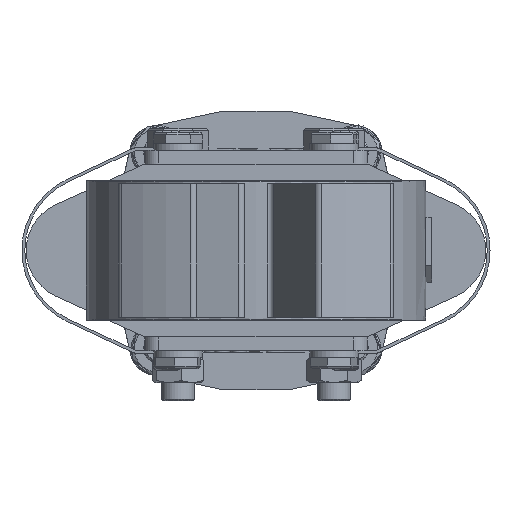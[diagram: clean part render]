
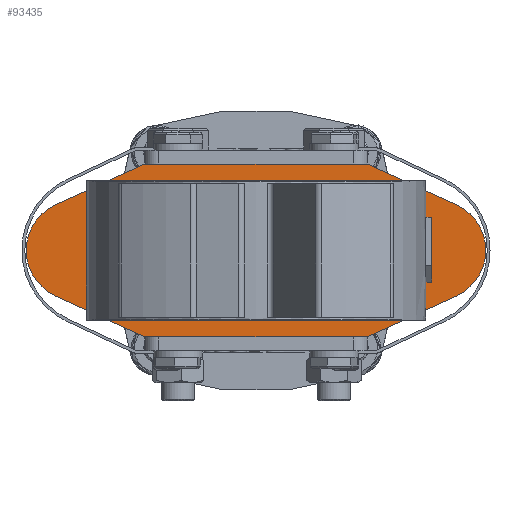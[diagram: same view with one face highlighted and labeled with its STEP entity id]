
A CAD part, front view. The second image highlights one B-rep face of the part: STEP entity #93435.
In plain terms, the highlighted planar face has unit normal (0, -1, 0).
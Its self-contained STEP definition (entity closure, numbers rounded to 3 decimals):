
#692 = EDGE_CURVE ( 'NONE', #54473, #65337, #77926, .T. ) ;
#2456 = AXIS2_PLACEMENT_3D ( 'NONE', #87796, #72040, #11592 ) ;
#3077 = CARTESIAN_POINT ( 'NONE',  ( -47.5, 96., 0. ) ) ;
#3375 = CARTESIAN_POINT ( 'NONE',  ( 60., 96., 12.5 ) ) ;
#5117 = FACE_OUTER_BOUND ( 'NONE', #75374, .T. ) ;
#5703 = CARTESIAN_POINT ( 'NONE',  ( -71.987, 96., -16.369 ) ) ;
#6084 = ORIENTED_EDGE ( 'NONE', *, *, #45576, .T. ) ;
#6742 = VECTOR ( 'NONE', #40245, 1000. ) ;
#8106 = CARTESIAN_POINT ( 'NONE',  ( -47.5, 96., 12.5 ) ) ;
#8207 = ORIENTED_EDGE ( 'NONE', *, *, #76954, .T. ) ;
#10467 = DIRECTION ( 'NONE',  ( 0., 0., 1. ) ) ;
#10758 = CARTESIAN_POINT ( 'NONE',  ( 40., 96., -31. ) ) ;
#11592 = DIRECTION ( 'NONE',  ( 0., 0., 1. ) ) ;
#12791 = ORIENTED_EDGE ( 'NONE', *, *, #72669, .T. ) ;
#12997 = CARTESIAN_POINT ( 'NONE',  ( 0., 96., 0. ) ) ;
#15763 = CARTESIAN_POINT ( 'NONE',  ( 47.5, 96., 0. ) ) ;
#16271 = CARTESIAN_POINT ( 'NONE',  ( 18.647, 96., 40.767 ) ) ;
#16661 = LINE ( 'NONE', #3375, #6742 ) ;
#16833 = CARTESIAN_POINT ( 'NONE',  ( 0., 96., -31. ) ) ;
#17308 = AXIS2_PLACEMENT_3D ( 'NONE', #15763, #23627, #45295 ) ;
#20082 = CARTESIAN_POINT ( 'NONE',  ( 40., 96., 31. ) ) ;
#20858 = CARTESIAN_POINT ( 'NONE',  ( -47.5, 96., 0. ) ) ;
#21416 = AXIS2_PLACEMENT_3D ( 'NONE', #23466, #47046, #92775 ) ;
#22408 = VERTEX_POINT ( 'NONE', #52985 ) ;
#23466 = CARTESIAN_POINT ( 'NONE',  ( 64.5, 96., 0. ) ) ;
#23627 = DIRECTION ( 'NONE',  ( 0., 1., 0. ) ) ;
#23644 = AXIS2_PLACEMENT_3D ( 'NONE', #12997, #42512, #79894 ) ;
#23764 = LINE ( 'NONE', #16833, #96944 ) ;
#24187 = VECTOR ( 'NONE', #29056, 1000. ) ;
#24258 = LINE ( 'NONE', #53777, #49775 ) ;
#25413 = CIRCLE ( 'NONE', #52094, 12.5 ) ;
#25684 = CARTESIAN_POINT ( 'NONE',  ( 47.5, 96., 12.5 ) ) ;
#28105 = LINE ( 'NONE', #81189, #24187 ) ;
#28748 = DIRECTION ( 'NONE',  ( 0., 0., 1. ) ) ;
#29056 = DIRECTION ( 'NONE',  ( -0.909, 0., -0.416 ) ) ;
#29065 = ORIENTED_EDGE ( 'NONE', *, *, #88081, .F. ) ;
#31760 = DIRECTION ( 'NONE',  ( -1., 0., 0. ) ) ;
#32099 = DIRECTION ( 'NONE',  ( 0., 1., 0. ) ) ;
#32472 = VECTOR ( 'NONE', #73869, 1000. ) ;
#32833 = EDGE_CURVE ( 'NONE', #69429, #49728, #57334, .T. ) ;
#34762 = CIRCLE ( 'NONE', #45715, 12.5 ) ;
#36337 = EDGE_CURVE ( 'NONE', #96428, #66867, #23764, .T. ) ;
#36374 = VERTEX_POINT ( 'NONE', #25684 ) ;
#38444 = VERTEX_POINT ( 'NONE', #92037 ) ;
#39234 = CARTESIAN_POINT ( 'NONE',  ( 71.987, 96., -16.369 ) ) ;
#40110 = DIRECTION ( 'NONE',  ( -1., 0., 0. ) ) ;
#40245 = DIRECTION ( 'NONE',  ( 1., 0., 0. ) ) ;
#40510 = VERTEX_POINT ( 'NONE', #46283 ) ;
#41538 = VECTOR ( 'NONE', #31760, 1000. ) ;
#42007 = ORIENTED_EDGE ( 'NONE', *, *, #36337, .F. ) ;
#42512 = DIRECTION ( 'NONE',  ( 0., 1., 0. ) ) ;
#43044 = VERTEX_POINT ( 'NONE', #51538 ) ;
#43491 = PLANE ( 'NONE',  #23644 ) ;
#45111 = EDGE_CURVE ( 'NONE', #95630, #22408, #69931, .T. ) ;
#45295 = DIRECTION ( 'NONE',  ( 0., 0., 1. ) ) ;
#45576 = EDGE_CURVE ( 'NONE', #91395, #40510, #84371, .T. ) ;
#45715 = AXIS2_PLACEMENT_3D ( 'NONE', #60617, #53301, #68481 ) ;
#46283 = CARTESIAN_POINT ( 'NONE',  ( -40., 96., 31. ) ) ;
#46378 = DIRECTION ( 'NONE',  ( -1., 0., 0. ) ) ;
#47046 = DIRECTION ( 'NONE',  ( 0., 1., 0. ) ) ;
#48727 = CIRCLE ( 'NONE', #17308, 12.5 ) ;
#49728 = VERTEX_POINT ( 'NONE', #59215 ) ;
#49775 = VECTOR ( 'NONE', #84721, 1000. ) ;
#51538 = CARTESIAN_POINT ( 'NONE',  ( 60., 96., 0. ) ) ;
#52094 = AXIS2_PLACEMENT_3D ( 'NONE', #20858, #67049, #28748 ) ;
#52985 = CARTESIAN_POINT ( 'NONE',  ( -60., 96., 0. ) ) ;
#53301 = DIRECTION ( 'NONE',  ( 0., 1., 0. ) ) ;
#53473 = LINE ( 'NONE', #83453, #76618 ) ;
#53777 = CARTESIAN_POINT ( 'NONE',  ( -18.647, 96., 40.767 ) ) ;
#54473 = VERTEX_POINT ( 'NONE', #82837 ) ;
#55654 = ORIENTED_EDGE ( 'NONE', *, *, #692, .F. ) ;
#57334 = CIRCLE ( 'NONE', #2456, 18. ) ;
#57994 = ORIENTED_EDGE ( 'NONE', *, *, #73354, .T. ) ;
#58185 = EDGE_CURVE ( 'NONE', #54473, #91395, #83666, .T. ) ;
#58446 = ORIENTED_EDGE ( 'NONE', *, *, #68043, .T. ) ;
#59215 = CARTESIAN_POINT ( 'NONE',  ( -71.987, 96., 16.369 ) ) ;
#60617 = CARTESIAN_POINT ( 'NONE',  ( 47.5, 96., 0. ) ) ;
#61767 = DIRECTION ( 'NONE',  ( 0.909, 0., -0.416 ) ) ;
#61984 = ORIENTED_EDGE ( 'NONE', *, *, #95568, .T. ) ;
#63007 = ORIENTED_EDGE ( 'NONE', *, *, #45111, .T. ) ;
#64787 = VECTOR ( 'NONE', #61767, 1000. ) ;
#65246 = ORIENTED_EDGE ( 'NONE', *, *, #69029, .F. ) ;
#65337 = VERTEX_POINT ( 'NONE', #39234 ) ;
#66867 = VERTEX_POINT ( 'NONE', #81499 ) ;
#67049 = DIRECTION ( 'NONE',  ( 0., 1., 0. ) ) ;
#67263 = VERTEX_POINT ( 'NONE', #8106 ) ;
#68043 = EDGE_CURVE ( 'NONE', #69429, #66867, #84428, .T. ) ;
#68481 = DIRECTION ( 'NONE',  ( 0., 0., 1. ) ) ;
#69029 = EDGE_CURVE ( 'NONE', #65337, #96428, #28105, .T. ) ;
#69429 = VERTEX_POINT ( 'NONE', #5703 ) ;
#69931 = CIRCLE ( 'NONE', #77834, 12.5 ) ;
#70564 = CARTESIAN_POINT ( 'NONE',  ( -47.5, 96., -12.5 ) ) ;
#72040 = DIRECTION ( 'NONE',  ( 0., 1., 0. ) ) ;
#72669 = EDGE_CURVE ( 'NONE', #36374, #43044, #48727, .T. ) ;
#73354 = EDGE_CURVE ( 'NONE', #43044, #38444, #34762, .T. ) ;
#73869 = DIRECTION ( 'NONE',  ( -0.909, 0., 0.416 ) ) ;
#74322 = EDGE_CURVE ( 'NONE', #22408, #67263, #25413, .T. ) ;
#75374 = EDGE_LOOP ( 'NONE', ( #93937, #6084, #29065, #86813, #58446, #42007, #65246, #55654 ) ) ;
#76618 = VECTOR ( 'NONE', #40110, 1000. ) ;
#76810 = ORIENTED_EDGE ( 'NONE', *, *, #74322, .T. ) ;
#76954 = EDGE_CURVE ( 'NONE', #67263, #36374, #16661, .T. ) ;
#77834 = AXIS2_PLACEMENT_3D ( 'NONE', #3077, #32099, #10467 ) ;
#77926 = CIRCLE ( 'NONE', #21416, 18. ) ;
#79257 = EDGE_LOOP ( 'NONE', ( #8207, #12791, #57994, #61984, #63007, #76810 ) ) ;
#79894 = DIRECTION ( 'NONE',  ( 1., 0., 0. ) ) ;
#81189 = CARTESIAN_POINT ( 'NONE',  ( 18.647, 96., -40.767 ) ) ;
#81499 = CARTESIAN_POINT ( 'NONE',  ( -40., 96., -31. ) ) ;
#81828 = FACE_BOUND ( 'NONE', #79257, .T. ) ;
#82837 = CARTESIAN_POINT ( 'NONE',  ( 71.987, 96., 16.369 ) ) ;
#83453 = CARTESIAN_POINT ( 'NONE',  ( 60., 96., -12.5 ) ) ;
#83666 = LINE ( 'NONE', #16271, #32472 ) ;
#84371 = LINE ( 'NONE', #92241, #41538 ) ;
#84428 = LINE ( 'NONE', #85886, #64787 ) ;
#84721 = DIRECTION ( 'NONE',  ( 0.909, 0., 0.416 ) ) ;
#85886 = CARTESIAN_POINT ( 'NONE',  ( -18.647, 96., -40.767 ) ) ;
#86813 = ORIENTED_EDGE ( 'NONE', *, *, #32833, .F. ) ;
#87796 = CARTESIAN_POINT ( 'NONE',  ( -64.5, 96., 0. ) ) ;
#88081 = EDGE_CURVE ( 'NONE', #49728, #40510, #24258, .T. ) ;
#91395 = VERTEX_POINT ( 'NONE', #20082 ) ;
#92037 = CARTESIAN_POINT ( 'NONE',  ( 47.5, 96., -12.5 ) ) ;
#92241 = CARTESIAN_POINT ( 'NONE',  ( 0., 96., 31. ) ) ;
#92775 = DIRECTION ( 'NONE',  ( 0., 0., 1. ) ) ;
#93435 = ADVANCED_FACE ( 'NONE', ( #81828, #5117 ), #43491, .F. ) ;
#93937 = ORIENTED_EDGE ( 'NONE', *, *, #58185, .T. ) ;
#95568 = EDGE_CURVE ( 'NONE', #38444, #95630, #53473, .T. ) ;
#95630 = VERTEX_POINT ( 'NONE', #70564 ) ;
#96428 = VERTEX_POINT ( 'NONE', #10758 ) ;
#96944 = VECTOR ( 'NONE', #46378, 1000. ) ;
